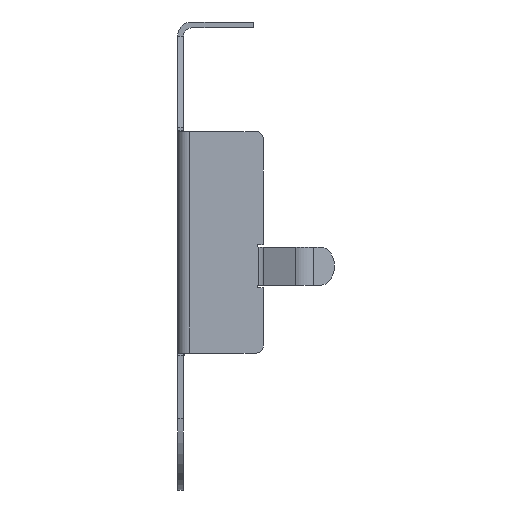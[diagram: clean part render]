
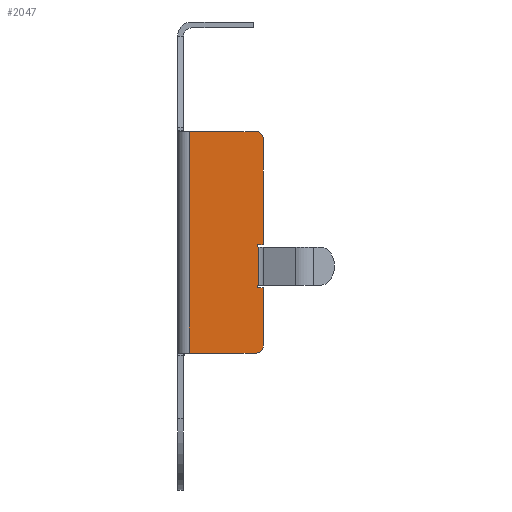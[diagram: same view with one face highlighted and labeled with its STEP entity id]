
A CAD part, left-side view. The second image highlights one B-rep face of the part: STEP entity #2047.
In plain terms, the highlighted planar face has unit normal (-1, 0, 0).
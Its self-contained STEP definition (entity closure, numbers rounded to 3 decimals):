
#21 = CARTESIAN_POINT ( 'NONE',  ( -10.55, 0.2, -0.8 ) ) ;
#58 = EDGE_CURVE ( 'NONE', #3615, #2071, #2895, .T. ) ;
#72 = CARTESIAN_POINT ( 'NONE',  ( -10.55, 0.2, 0.9 ) ) ;
#89 = EDGE_CURVE ( 'NONE', #3622, #2912, #3169, .T. ) ;
#173 = EDGE_LOOP ( 'NONE', ( #2343, #293, #2900, #2177, #1697, #3076, #655, #399, #3078, #3175, #601, #3192 ) ) ;
#190 = EDGE_CURVE ( 'NONE', #1945, #1656, #1518, .T. ) ;
#203 = EDGE_CURVE ( 'NONE', #1493, #2912, #4287, .T. ) ;
#293 = ORIENTED_EDGE ( 'NONE', *, *, #2961, .F. ) ;
#399 = ORIENTED_EDGE ( 'NONE', *, *, #4401, .F. ) ;
#527 = CARTESIAN_POINT ( 'NONE',  ( -10.55, 0., 5.65 ) ) ;
#532 = VECTOR ( 'NONE', #2074, 1000. ) ;
#599 = DIRECTION ( 'NONE',  ( 0., 0., -1. ) ) ;
#601 = ORIENTED_EDGE ( 'NONE', *, *, #2946, .T. ) ;
#622 = VECTOR ( 'NONE', #2370, 1000. ) ;
#632 = CARTESIAN_POINT ( 'NONE',  ( -10.55, 0.2, 0.8 ) ) ;
#642 = CARTESIAN_POINT ( 'NONE',  ( -10.55, 0.2, 0.8 ) ) ;
#655 = ORIENTED_EDGE ( 'NONE', *, *, #2995, .F. ) ;
#760 = CARTESIAN_POINT ( 'NONE',  ( -10.55, 3.6, -3.65 ) ) ;
#809 = EDGE_CURVE ( 'NONE', #3615, #1493, #2882, .T. ) ;
#839 = DIRECTION ( 'NONE',  ( 1., 0., 0. ) ) ;
#849 = CARTESIAN_POINT ( 'NONE',  ( -10.55, 0., 0.9 ) ) ;
#903 = DIRECTION ( 'NONE',  ( 0., 0., -1. ) ) ;
#911 = DIRECTION ( 'NONE',  ( 1., 0., 0. ) ) ;
#946 = DIRECTION ( 'NONE',  ( -1., 0., 0. ) ) ;
#958 = CIRCLE ( 'NONE', #2065, 0.3 ) ;
#972 = EDGE_CURVE ( 'NONE', #1656, #3189, #3637, .T. ) ;
#975 = DIRECTION ( 'NONE',  ( 0., 0., -1. ) ) ;
#1015 = CARTESIAN_POINT ( 'NONE',  ( -10.55, 0.3, -3.35 ) ) ;
#1085 = CARTESIAN_POINT ( 'NONE',  ( -10.55, 0., 5.35 ) ) ;
#1315 = LINE ( 'NONE', #2158, #3129 ) ;
#1412 = AXIS2_PLACEMENT_3D ( 'NONE', #2223, #839, #3909 ) ;
#1493 = VERTEX_POINT ( 'NONE', #632 ) ;
#1518 = LINE ( 'NONE', #3430, #532 ) ;
#1581 = VECTOR ( 'NONE', #2425, 1000. ) ;
#1656 = VERTEX_POINT ( 'NONE', #2644 ) ;
#1697 = ORIENTED_EDGE ( 'NONE', *, *, #809, .F. ) ;
#1768 = FACE_OUTER_BOUND ( 'NONE', #173, .T. ) ;
#1823 = CARTESIAN_POINT ( 'NONE',  ( -10.55, 0.2, -0.9 ) ) ;
#1844 = DIRECTION ( 'NONE',  ( 0., -1., 0. ) ) ;
#1848 = CARTESIAN_POINT ( 'NONE',  ( -10.55, 0., -0.9 ) ) ;
#1861 = LINE ( 'NONE', #527, #2182 ) ;
#1899 = DIRECTION ( 'NONE',  ( 0., -1., 0. ) ) ;
#1945 = VERTEX_POINT ( 'NONE', #1848 ) ;
#1967 = DIRECTION ( 'NONE',  ( 0., 0., -1. ) ) ;
#1999 = CARTESIAN_POINT ( 'NONE',  ( -10.55, 3.6, 5.65 ) ) ;
#2047 = ADVANCED_FACE ( 'NONE', ( #1768 ), #3050, .T. ) ;
#2051 = CARTESIAN_POINT ( 'NONE',  ( -10.55, 3.6, 5.65 ) ) ;
#2065 = AXIS2_PLACEMENT_3D ( 'NONE', #2286, #911, #4072 ) ;
#2071 = VERTEX_POINT ( 'NONE', #2672 ) ;
#2074 = DIRECTION ( 'NONE',  ( 0., 0., -1. ) ) ;
#2158 = CARTESIAN_POINT ( 'NONE',  ( -10.55, 0., -0.9 ) ) ;
#2177 = ORIENTED_EDGE ( 'NONE', *, *, #203, .F. ) ;
#2182 = VECTOR ( 'NONE', #903, 1000. ) ;
#2223 = CARTESIAN_POINT ( 'NONE',  ( -10.55, 0.2, -0.85 ) ) ;
#2286 = CARTESIAN_POINT ( 'NONE',  ( -10.55, 0.3, 5.35 ) ) ;
#2343 = ORIENTED_EDGE ( 'NONE', *, *, #190, .F. ) ;
#2370 = DIRECTION ( 'NONE',  ( 0., -1., 0. ) ) ;
#2425 = DIRECTION ( 'NONE',  ( 0., 0., -1. ) ) ;
#2504 = VERTEX_POINT ( 'NONE', #1085 ) ;
#2635 = CARTESIAN_POINT ( 'NONE',  ( -10.55, 0.2, 0.85 ) ) ;
#2644 = CARTESIAN_POINT ( 'NONE',  ( -10.55, 0., -3.35 ) ) ;
#2672 = CARTESIAN_POINT ( 'NONE',  ( -10.55, 0., 0.9 ) ) ;
#2682 = VECTOR ( 'NONE', #1899, 1000. ) ;
#2683 = VERTEX_POINT ( 'NONE', #3683 ) ;
#2702 = DIRECTION ( 'NONE',  ( 1., 0., 0. ) ) ;
#2732 = VECTOR ( 'NONE', #975, 1000. ) ;
#2840 = CARTESIAN_POINT ( 'NONE',  ( -10.55, 3.1, -3.65 ) ) ;
#2882 = CIRCLE ( 'NONE', #3635, 0.05 ) ;
#2895 = LINE ( 'NONE', #849, #3538 ) ;
#2900 = ORIENTED_EDGE ( 'NONE', *, *, #89, .T. ) ;
#2912 = VERTEX_POINT ( 'NONE', #21 ) ;
#2946 = EDGE_CURVE ( 'NONE', #4109, #3189, #3386, .T. ) ;
#2961 = EDGE_CURVE ( 'NONE', #3622, #1945, #1315, .T. ) ;
#2995 = EDGE_CURVE ( 'NONE', #2504, #2071, #1861, .T. ) ;
#3005 = CARTESIAN_POINT ( 'NONE',  ( -10.55, 3.1, 5.65 ) ) ;
#3050 = PLANE ( 'NONE',  #3407 ) ;
#3076 = ORIENTED_EDGE ( 'NONE', *, *, #58, .T. ) ;
#3078 = ORIENTED_EDGE ( 'NONE', *, *, #4456, .F. ) ;
#3129 = VECTOR ( 'NONE', #3226, 1000. ) ;
#3147 = LINE ( 'NONE', #2051, #622 ) ;
#3154 = AXIS2_PLACEMENT_3D ( 'NONE', #1015, #2702, #599 ) ;
#3169 = CIRCLE ( 'NONE', #1412, 0.05 ) ;
#3175 = ORIENTED_EDGE ( 'NONE', *, *, #3357, .T. ) ;
#3189 = VERTEX_POINT ( 'NONE', #4434 ) ;
#3192 = ORIENTED_EDGE ( 'NONE', *, *, #972, .F. ) ;
#3226 = DIRECTION ( 'NONE',  ( 0., -1., 0. ) ) ;
#3357 = EDGE_CURVE ( 'NONE', #3400, #4109, #3708, .T. ) ;
#3368 = DIRECTION ( 'NONE',  ( -1., 0., 0. ) ) ;
#3375 = DIRECTION ( 'NONE',  ( 0., 0., -1. ) ) ;
#3386 = LINE ( 'NONE', #760, #2682 ) ;
#3400 = VERTEX_POINT ( 'NONE', #4293 ) ;
#3407 = AXIS2_PLACEMENT_3D ( 'NONE', #1999, #3368, #1967 ) ;
#3430 = CARTESIAN_POINT ( 'NONE',  ( -10.55, 0., 5.65 ) ) ;
#3538 = VECTOR ( 'NONE', #1844, 1000. ) ;
#3615 = VERTEX_POINT ( 'NONE', #72 ) ;
#3622 = VERTEX_POINT ( 'NONE', #1823 ) ;
#3635 = AXIS2_PLACEMENT_3D ( 'NONE', #2635, #946, #3375 ) ;
#3637 = CIRCLE ( 'NONE', #3154, 0.3 ) ;
#3683 = CARTESIAN_POINT ( 'NONE',  ( -10.55, 0.3, 5.65 ) ) ;
#3708 = LINE ( 'NONE', #3005, #2732 ) ;
#3909 = DIRECTION ( 'NONE',  ( 0., 0., -1. ) ) ;
#4072 = DIRECTION ( 'NONE',  ( 0., 0., -1. ) ) ;
#4109 = VERTEX_POINT ( 'NONE', #2840 ) ;
#4287 = LINE ( 'NONE', #642, #1581 ) ;
#4293 = CARTESIAN_POINT ( 'NONE',  ( -10.55, 3.1, 5.65 ) ) ;
#4401 = EDGE_CURVE ( 'NONE', #2683, #2504, #958, .T. ) ;
#4434 = CARTESIAN_POINT ( 'NONE',  ( -10.55, 0.3, -3.65 ) ) ;
#4456 = EDGE_CURVE ( 'NONE', #3400, #2683, #3147, .T. ) ;
